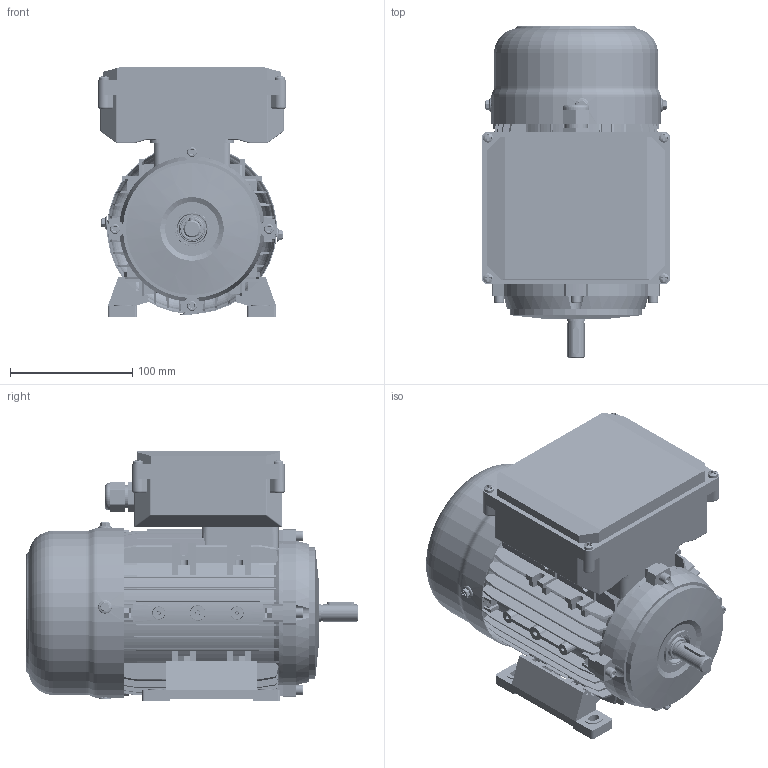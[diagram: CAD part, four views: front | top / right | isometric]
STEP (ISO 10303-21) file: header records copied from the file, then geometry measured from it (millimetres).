
FILE_DESCRIPTION (( 'STEP AP203' ), '1' );
FILE_NAME ('ML2 7122(7124) B3.STEP', '2023-04-19T07:34:43', ( 'Sky123.Org' ), ( 'Sky123.Org' ), 'SwSTEP 2.0', 'SolidWorks 2008', '' );
FILE_SCHEMA (( 'CONFIG_CONTROL_DESIGN' ));
Products named in the file (26): 71#油封(15×28×7)_默认; 202轴承_默认; M5X20内六角螺钉_默认; M4-12_默认; Φ5_默认; 71#双层风罩_默认; M4_默认; 71-5｡ﾁ22_ﾄｬﾈﾏ; M4平头螺钉_默认; MS71 B3前端盖_默认; ML2 7122(7124) B3; MS71加长机壳(140)_默认; MS71 B3后端盖_默认; ML2 7124转子_默认; 56-71座橡胶垫_默认; ML63-71接线盒盖_默认; ML63-71接线盒座_默认; M16螺套_默认; M5X25内六角螺钉_默认; M5螺母(无螺纹)_默认; AO71风叶_默认; Φ15轴用挡圈(202)_默认; MS71底脚_默认; M6螺母(无螺纹)_默认; Φ6_默认; 71-80# M6×30_默认
Assembly tree (61 placements, depth 2):
  ML2 7122(7124) B3
    Φ6_默认  x4
    M5螺母(无螺纹)_默认  x7
    Φ15轴用挡圈(202)_默认
    M4_默认  x3
    M5X25内六角螺钉_默认  x7
    M4-12_默认  x4
    Φ5_默认  x8
    ML63-71接线盒盖_默认
    MS71 B3后端盖_默认
    MS71底脚_默认  x2
    71-80# M6×30_默认  x4
    MS71 B3前端盖_默认
    MS71加长机壳(140)_默认
    56-71座橡胶垫_默认
    71#油封(15×28×7)_默认  x2
    202轴承_默认  x2
    M6螺母(无螺纹)_默认  x4
    ML63-71接线盒座_默认
    M5X20内六角螺钉_默认
    M16螺套_默认
    M4平头螺钉_默认
    71#双层风罩_默认
    AO71风叶_默认
    71-5｡ﾁ22_ﾄｬﾈﾏ
    ML2 7124转子_默认
Bounding box: 154 x 271.6 x 204.5 mm (x, y, z)
Volume: 1005021.3 mm3; surface area: 672688.2 mm2
Topology: 61 solids, 61 shells, 3734 faces, 9793 edges, 6327 vertices
Faces by surface type: plane 1879, cylinder 1297, cone 340, torus 144, bspline 50, sphere 24
Entity records: 105636 total; most frequent: CARTESIAN_POINT 30123, ORIENTED_EDGE 15240, DIRECTION 14859, EDGE_CURVE 7620, AXIS2_PLACEMENT_3D 5344, VERTEX_POINT 4953, VECTOR 4171, LINE 4171
